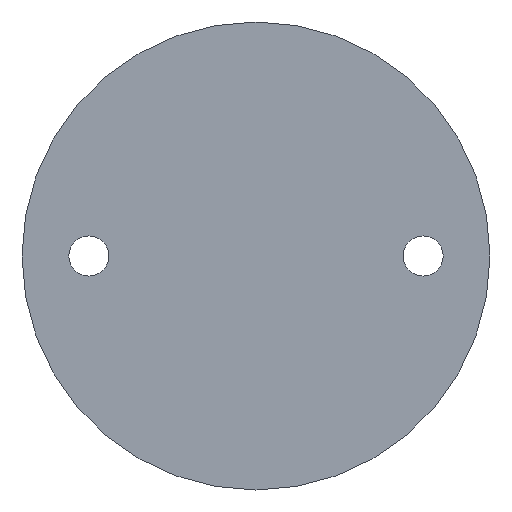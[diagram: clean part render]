
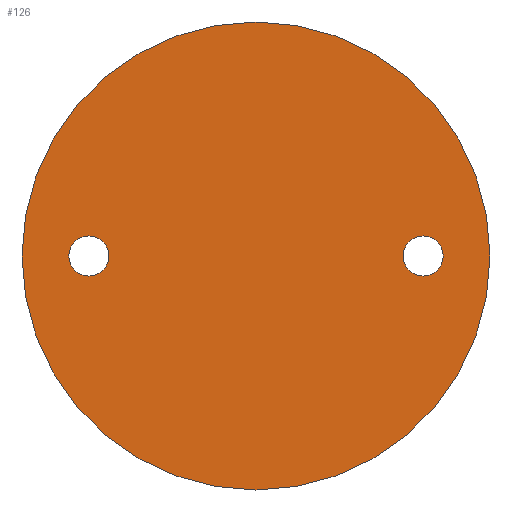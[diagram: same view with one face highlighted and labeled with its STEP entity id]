
A CAD part, front view. The second image highlights one B-rep face of the part: STEP entity #126.
In plain terms, the highlighted planar face has unit normal (0, -1, 0).
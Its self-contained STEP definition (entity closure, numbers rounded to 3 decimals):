
#73 = CARTESIAN_POINT ( 'NONE',  ( 0., 0., 0. ) ) ;
#91 = VERTEX_POINT ( 'NONE', #287 ) ;
#112 = CARTESIAN_POINT ( 'NONE',  ( 0., 0., 0. ) ) ;
#116 = AXIS2_PLACEMENT_3D ( 'NONE', #73, #1227, #280 ) ;
#126 = ADVANCED_FACE ( 'NONE', ( #474, #867, #375 ), #196, .F. ) ;
#170 = CARTESIAN_POINT ( 'NONE',  ( 25., 0., -3. ) ) ;
#196 = PLANE ( 'NONE',  #644 ) ;
#218 = CARTESIAN_POINT ( 'NONE',  ( 25., 0., 0. ) ) ;
#224 = VERTEX_POINT ( 'NONE', #972 ) ;
#234 = EDGE_CURVE ( 'NONE', #713, #224, #369, .T. ) ;
#280 = DIRECTION ( 'NONE',  ( 1., 0., 0. ) ) ;
#287 = CARTESIAN_POINT ( 'NONE',  ( -35., 0., 0. ) ) ;
#306 = ORIENTED_EDGE ( 'NONE', *, *, #477, .T. ) ;
#309 = DIRECTION ( 'NONE',  ( -1., 0., 0. ) ) ;
#333 = CIRCLE ( 'NONE', #584, 3. ) ;
#335 = AXIS2_PLACEMENT_3D ( 'NONE', #753, #1033, #560 ) ;
#362 = CARTESIAN_POINT ( 'NONE',  ( 35., 0., 0. ) ) ;
#369 = CIRCLE ( 'NONE', #828, 3. ) ;
#375 = FACE_OUTER_BOUND ( 'NONE', #1187, .T. ) ;
#389 = DIRECTION ( 'NONE',  ( 0., -1., 0. ) ) ;
#394 = CIRCLE ( 'NONE', #335, 35. ) ;
#418 = CIRCLE ( 'NONE', #457, 3. ) ;
#457 = AXIS2_PLACEMENT_3D ( 'NONE', #218, #1062, #1054 ) ;
#474 = FACE_BOUND ( 'NONE', #511, .T. ) ;
#477 = EDGE_CURVE ( 'NONE', #91, #1156, #1223, .T. ) ;
#480 = ORIENTED_EDGE ( 'NONE', *, *, #615, .T. ) ;
#510 = DIRECTION ( 'NONE',  ( 0., -1., 0. ) ) ;
#511 = EDGE_LOOP ( 'NONE', ( #1061, #1048 ) ) ;
#512 = DIRECTION ( 'NONE',  ( 0., 1., 0. ) ) ;
#523 = CIRCLE ( 'NONE', #764, 3. ) ;
#560 = DIRECTION ( 'NONE',  ( 1., 0., 0. ) ) ;
#566 = ORIENTED_EDGE ( 'NONE', *, *, #574, .F. ) ;
#572 = ORIENTED_EDGE ( 'NONE', *, *, #668, .F. ) ;
#574 = EDGE_CURVE ( 'NONE', #986, #585, #523, .T. ) ;
#584 = AXIS2_PLACEMENT_3D ( 'NONE', #704, #510, #1076 ) ;
#585 = VERTEX_POINT ( 'NONE', #170 ) ;
#615 = EDGE_CURVE ( 'NONE', #1156, #91, #394, .T. ) ;
#644 = AXIS2_PLACEMENT_3D ( 'NONE', #112, #512, #309 ) ;
#655 = EDGE_CURVE ( 'NONE', #224, #713, #333, .T. ) ;
#668 = EDGE_CURVE ( 'NONE', #585, #986, #418, .T. ) ;
#704 = CARTESIAN_POINT ( 'NONE',  ( -25., 0., 0. ) ) ;
#713 = VERTEX_POINT ( 'NONE', #822 ) ;
#753 = CARTESIAN_POINT ( 'NONE',  ( 0., 0., 0. ) ) ;
#764 = AXIS2_PLACEMENT_3D ( 'NONE', #771, #1049, #1123 ) ;
#771 = CARTESIAN_POINT ( 'NONE',  ( 25., 0., 0. ) ) ;
#815 = CARTESIAN_POINT ( 'NONE',  ( 25., 0., 3. ) ) ;
#822 = CARTESIAN_POINT ( 'NONE',  ( -25., 0., 3. ) ) ;
#828 = AXIS2_PLACEMENT_3D ( 'NONE', #1064, #389, #1169 ) ;
#867 = FACE_BOUND ( 'NONE', #954, .T. ) ;
#954 = EDGE_LOOP ( 'NONE', ( #572, #566 ) ) ;
#972 = CARTESIAN_POINT ( 'NONE',  ( -25., 0., -3. ) ) ;
#986 = VERTEX_POINT ( 'NONE', #815 ) ;
#1033 = DIRECTION ( 'NONE',  ( 0., -1., 0. ) ) ;
#1048 = ORIENTED_EDGE ( 'NONE', *, *, #234, .F. ) ;
#1049 = DIRECTION ( 'NONE',  ( 0., -1., 0. ) ) ;
#1054 = DIRECTION ( 'NONE',  ( 0., 0., -1. ) ) ;
#1061 = ORIENTED_EDGE ( 'NONE', *, *, #655, .F. ) ;
#1062 = DIRECTION ( 'NONE',  ( 0., -1., 0. ) ) ;
#1064 = CARTESIAN_POINT ( 'NONE',  ( -25., 0., 0. ) ) ;
#1076 = DIRECTION ( 'NONE',  ( 0., 0., -1. ) ) ;
#1123 = DIRECTION ( 'NONE',  ( 0., 0., -1. ) ) ;
#1156 = VERTEX_POINT ( 'NONE', #362 ) ;
#1169 = DIRECTION ( 'NONE',  ( 0., 0., -1. ) ) ;
#1187 = EDGE_LOOP ( 'NONE', ( #480, #306 ) ) ;
#1223 = CIRCLE ( 'NONE', #116, 35. ) ;
#1227 = DIRECTION ( 'NONE',  ( 0., -1., 0. ) ) ;
